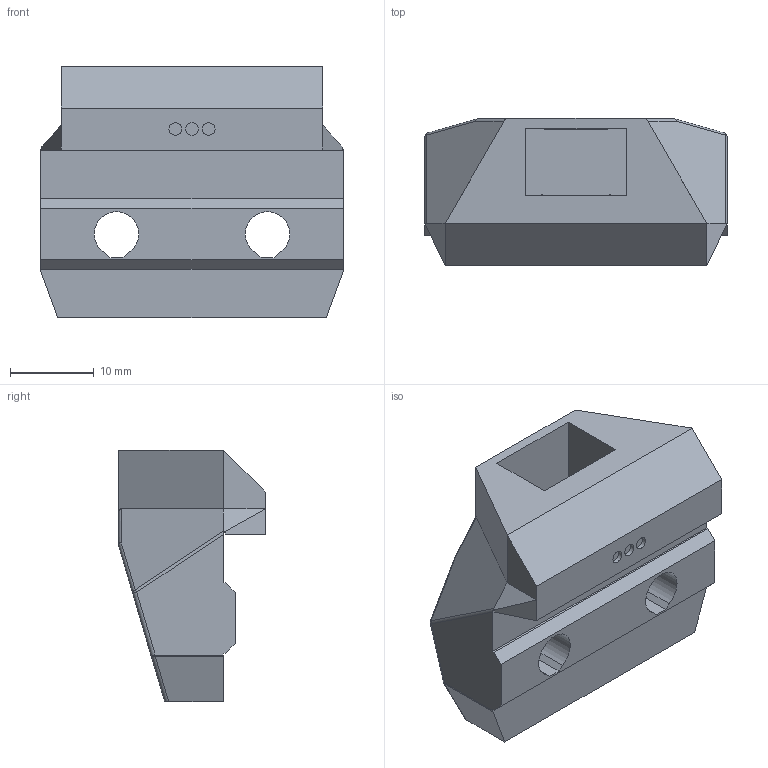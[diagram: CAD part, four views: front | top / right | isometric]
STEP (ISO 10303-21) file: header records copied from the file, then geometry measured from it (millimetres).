
FILE_DESCRIPTION(/* description */ ('STEP AP242','CAx-IF Rec.Pracs.---Representation and Presentation of Product Manufacturing Information (PMI)---4.0---2014-10-13','CAx-IF Rec.Pracs.---3D Tessellated Geometry---0.4---2014-09-14','2;1'),/* implementation_level */ '2;1');
FILE_NAME(/* name */ '62c359dda7442b09bde22b17',/* time_stamp */ '2022-07-04T21:21:34+00:00',/* author */ (''),/* organization */ (''),/* preprocessor_version */ 'ST-DEVELOPER v18.102',/* originating_system */ ' ',/* authorisation */ ' ');
FILE_SCHEMA (('AP242_MANAGED_MODEL_BASED_3D_ENGINEERING_MIM_LF { 1 0 10303 442 1 1 4 }'));
Length unit declared in the file: metre
Products named in the file (1): Y_holder_mgn12
Bounding box: 36 x 17.49 x 30 mm (x, y, z)
Volume: 9502.6 mm3; surface area: 4464.2 mm2
Topology: 2 solids, 9 shells, 156 faces, 378 edges, 244 vertices
Faces by surface type: plane 117, cylinder 29, bspline 6, sphere 4
Full cylindrical faces by diameter (mm): 1.5 x3
Entity records: 4683 total; most frequent: CARTESIAN_POINT 1004, ORIENTED_EDGE 746, DIRECTION 737, EDGE_CURVE 373, LINE 303, VECTOR 303, VERTEX_POINT 242, AXIS2_PLACEMENT_3D 217
